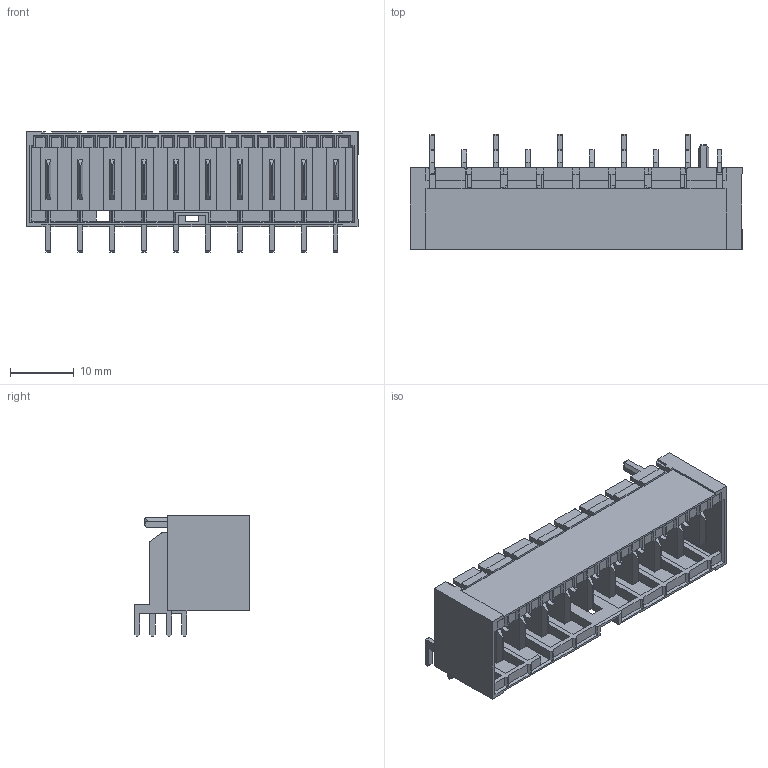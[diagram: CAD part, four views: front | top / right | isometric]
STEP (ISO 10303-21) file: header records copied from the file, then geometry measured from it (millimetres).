
FILE_DESCRIPTION(/* description */ ('Unknown'),/* implementation_level */ '2;1');
FILE_NAME(/* name */ 'J_Wurth_WR-RAST_637101120110',/* time_stamp */ '2025-08-29T16:12:50+08:00',/* author */ ('Unknown'),/* organization */ ('Unknown'),/* preprocessor_version */ 'ST-DEVELOPER v19.4',/* originating_system */ 'Solid Edge',/* authorisation */ 'Unknown');
FILE_SCHEMA (('AUTOMOTIVE_DESIGN {1 0 10303 214 3 1 1}'));
Length unit declared in the file: millimetre
Products named in the file (2): J_Wurth_WR-RAST_637101120110
Assembly tree (1 placements, depth 2):
  J_Wurth_WR-RAST_637101120110
    J_Wurth_WR-RAST_637101120110
Bounding box: 52 x 18.03 x 18.9 mm (x, y, z)
Volume: 3319.3 mm3; surface area: 9261.3 mm2
Topology: 1 solids, 1 shells, 1182 faces, 3558 edges, 2311 vertices
Faces by surface type: plane 1072, cylinder 110
Full cylindrical faces by diameter (mm): 2 x10
Entity records: 47512 total; most frequent: ORIENTED_EDGE 7076, CARTESIAN_POINT 7023, DIRECTION 6131, EDGE_CURVE 3538, LINE 3313, VECTOR 3313, VERTEX_POINT 2301, AXIS2_PLACEMENT_3D 1409
